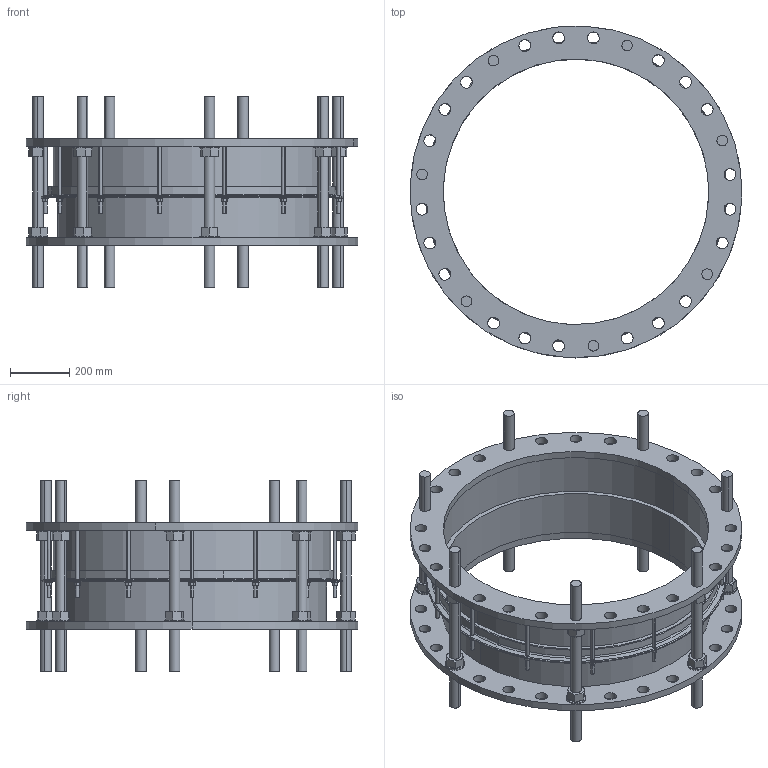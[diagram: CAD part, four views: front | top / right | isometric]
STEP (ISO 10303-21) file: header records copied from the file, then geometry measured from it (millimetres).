
FILE_DESCRIPTION (( 'STEP AP203' ), '1' );
FILE_NAME ('O_265_30_DN900_step.STEP', '2015-06-05T05:39:02', ( '' ), ( '' ), 'SwSTEP 2.0', 'SolidWorks 2012', '' );
FILE_SCHEMA (( 'CONFIG_CONTROL_DESIGN' ));
Length unit declared in the file: millimetre
Products named in the file (1): O_265_30_DN900_step
Bounding box: 1125 x 1125 x 645 mm (x, y, z)
Volume: 30963782.6 mm3; surface area: 4480467.1 mm2
Topology: 1 solids, 1 shells, 720 faces, 1811 edges, 1176 vertices
Faces by surface type: cylinder 290, plane 274, cone 144, torus 12
Entity records: 25616 total; most frequent: CARTESIAN_POINT 8205, ORIENTED_EDGE 3622, DIRECTION 3517, EDGE_CURVE 1811, AXIS2_PLACEMENT_3D 1454, VERTEX_POINT 1176, EDGE_LOOP 945, CIRCLE 733
